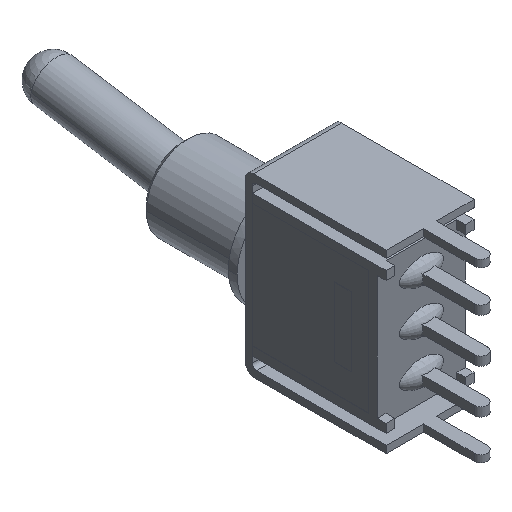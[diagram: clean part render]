
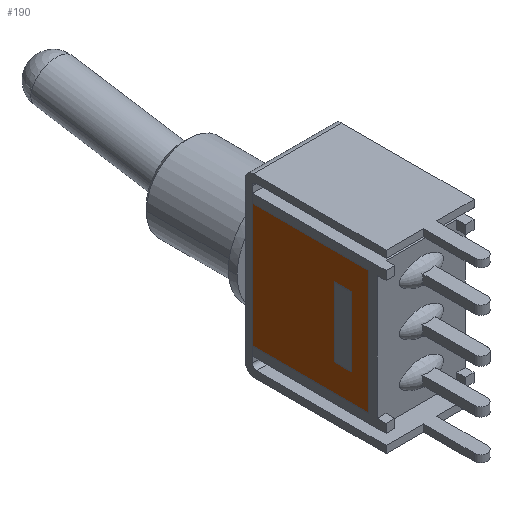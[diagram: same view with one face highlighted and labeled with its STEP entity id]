
A CAD part, isometric view. The second image highlights one B-rep face of the part: STEP entity #190.
In plain terms, the highlighted planar face has unit normal (-1, 0, 0).
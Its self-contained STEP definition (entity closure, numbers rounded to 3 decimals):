
#190=ADVANCED_FACE('',(#470,#471),#472,.F.);
#470=FACE_OUTER_BOUND('',#849,.T.);
#471=FACE_BOUND('',#850,.T.);
#472=PLANE('',#851);
#849=EDGE_LOOP('',(#1350,#1351,#1352,#1353));
#850=EDGE_LOOP('',(#1354,#1355,#1356,#1357));
#851=AXIS2_PLACEMENT_3D('',#1358,#1359,#1360);
#1350=ORIENTED_EDGE('',*,*,#2355,.F.);
#1351=ORIENTED_EDGE('',*,*,#2332,.F.);
#1352=ORIENTED_EDGE('',*,*,#2324,.F.);
#1353=ORIENTED_EDGE('',*,*,#2315,.F.);
#1354=ORIENTED_EDGE('',*,*,#2367,.T.);
#1355=ORIENTED_EDGE('',*,*,#2303,.T.);
#1356=ORIENTED_EDGE('',*,*,#2311,.T.);
#1357=ORIENTED_EDGE('',*,*,#2368,.T.);
#1358=CARTESIAN_POINT('',(-2.52,4.565,0.0));
#1359=DIRECTION('',(1.0,0.0,0.0));
#1360=DIRECTION('',(0.0,0.0,-1.0));
#2303=EDGE_CURVE('',#2768,#2766,#2769,.T.);
#2311=EDGE_CURVE('',#2766,#2777,#2779,.T.);
#2315=EDGE_CURVE('',#2784,#2786,#2787,.T.);
#2324=EDGE_CURVE('',#2786,#2801,#2802,.T.);
#2332=EDGE_CURVE('',#2801,#2813,#2814,.T.);
#2355=EDGE_CURVE('',#2813,#2784,#2851,.T.);
#2367=EDGE_CURVE('',#2869,#2768,#2870,.T.);
#2368=EDGE_CURVE('',#2777,#2869,#2871,.T.);
#2766=VERTEX_POINT('',#3462);
#2768=VERTEX_POINT('',#3465);
#2769=LINE('',#3466,#3467);
#2777=VERTEX_POINT('',#3479);
#2779=LINE('',#3482,#3483);
#2784=VERTEX_POINT('',#3489);
#2786=VERTEX_POINT('',#3492);
#2787=LINE('',#3493,#3494);
#2801=VERTEX_POINT('',#3514);
#2802=LINE('',#3515,#3516);
#2813=VERTEX_POINT('',#3532);
#2814=LINE('',#3533,#3534);
#2851=LINE('',#3589,#3590);
#2869=VERTEX_POINT('',#3615);
#2870=LINE('',#3616,#3617);
#2871=LINE('',#3618,#3619);
#3462=CARTESIAN_POINT('',(-2.52,3.0,2.0));
#3465=CARTESIAN_POINT('',(-2.52,3.0,-2.0));
#3466=CARTESIAN_POINT('',(-2.52,3.0,0.0));
#3467=VECTOR('',#4550,1.0);
#3479=CARTESIAN_POINT('',(-2.52,2.0,2.0));
#3482=CARTESIAN_POINT('',(-2.52,3.533,2.0));
#3483=VECTOR('',#4556,1.0);
#3489=CARTESIAN_POINT('',(-2.52,7.72,3.555));
#3492=CARTESIAN_POINT('',(-2.52,1.01,3.555));
#3493=CARTESIAN_POINT('',(-2.52,4.565,3.555));
#3494=VECTOR('',#4559,1.0);
#3514=CARTESIAN_POINT('',(-2.52,1.01,-3.555));
#3515=CARTESIAN_POINT('',(-2.52,1.01,0.0));
#3516=VECTOR('',#4566,1.0);
#3532=CARTESIAN_POINT('',(-2.52,7.72,-3.555));
#3533=CARTESIAN_POINT('',(-2.52,4.565,-3.555));
#3534=VECTOR('',#4572,1.0);
#3589=CARTESIAN_POINT('',(-2.52,7.72,0.));
#3590=VECTOR('',#4591,1.0);
#3615=CARTESIAN_POINT('',(-2.52,2.0,-2.0));
#3616=CARTESIAN_POINT('',(-2.52,3.533,-2.0));
#3617=VECTOR('',#4602,1.0);
#3618=CARTESIAN_POINT('',(-2.52,2.0,0.0));
#3619=VECTOR('',#4603,1.0);
#4550=DIRECTION('',(-0.0,0.0,1.0));
#4556=DIRECTION('',(0.0,-1.0,0.0));
#4559=DIRECTION('',(0.0,-1.0,0.0));
#4566=DIRECTION('',(0.0,0.0,-1.0));
#4572=DIRECTION('',(0.0,1.0,0.0));
#4591=DIRECTION('',(-0.0,0.,1.0));
#4602=DIRECTION('',(0.0,1.0,0.0));
#4603=DIRECTION('',(0.0,0.0,-1.0));
